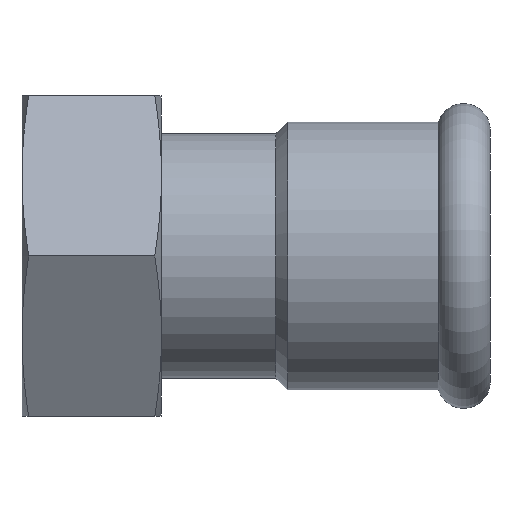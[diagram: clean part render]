
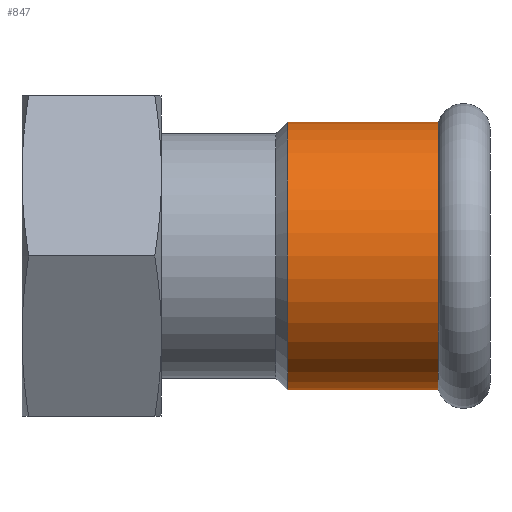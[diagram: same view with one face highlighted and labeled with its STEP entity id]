
A CAD part, left-side view. The second image highlights one B-rep face of the part: STEP entity #847.
In plain terms, the highlighted cylindrical face has radius 19.2 mm (diameter 38.4 mm), a full revolution.
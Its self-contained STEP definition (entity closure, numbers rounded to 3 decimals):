
#91=LINE('',#1457,#115);
#115=VECTOR('',#1176,19.2);
#135=CYLINDRICAL_SURFACE('',#966,19.2);
#155=FACE_OUTER_BOUND('',#209,.T.);
#209=EDGE_LOOP('',(#646,#647,#648,#649,#650,#651));
#254=CIRCLE('',#908,19.2);
#255=CIRCLE('',#909,19.2);
#297=CIRCLE('',#963,19.2);
#298=CIRCLE('',#964,19.2);
#339=VERTEX_POINT('',#1349);
#340=VERTEX_POINT('',#1350);
#377=VERTEX_POINT('',#1449);
#378=VERTEX_POINT('',#1451);
#426=EDGE_CURVE('',#339,#340,#254,.T.);
#427=EDGE_CURVE('',#340,#339,#255,.T.);
#477=EDGE_CURVE('',#377,#378,#297,.T.);
#478=EDGE_CURVE('',#378,#377,#298,.T.);
#480=EDGE_CURVE('',#377,#340,#91,.T.);
#646=ORIENTED_EDGE('',*,*,#478,.F.);
#647=ORIENTED_EDGE('',*,*,#477,.F.);
#648=ORIENTED_EDGE('',*,*,#480,.T.);
#649=ORIENTED_EDGE('',*,*,#427,.T.);
#650=ORIENTED_EDGE('',*,*,#426,.T.);
#651=ORIENTED_EDGE('',*,*,#480,.F.);
#847=ADVANCED_FACE('',(#155),#135,.T.);
#908=AXIS2_PLACEMENT_3D('',#1351,#1049,#1050);
#909=AXIS2_PLACEMENT_3D('',#1352,#1051,#1052);
#963=AXIS2_PLACEMENT_3D('',#1452,#1167,#1168);
#964=AXIS2_PLACEMENT_3D('',#1453,#1169,#1170);
#966=AXIS2_PLACEMENT_3D('',#1456,#1174,#1175);
#1049=DIRECTION('center_axis',(0.,1.,0.));
#1050=DIRECTION('ref_axis',(0.,0.,1.));
#1051=DIRECTION('center_axis',(0.,1.,0.));
#1052=DIRECTION('ref_axis',(0.,0.,1.));
#1167=DIRECTION('center_axis',(0.,1.,0.));
#1168=DIRECTION('ref_axis',(0.,0.,1.));
#1169=DIRECTION('center_axis',(0.,1.,0.));
#1170=DIRECTION('ref_axis',(0.,0.,1.));
#1174=DIRECTION('center_axis',(0.,1.,0.));
#1175=DIRECTION('ref_axis',(0.,0.,1.));
#1176=DIRECTION('',(0.,-1.,0.));
#1349=CARTESIAN_POINT('',(0.,7.413,19.2));
#1350=CARTESIAN_POINT('',(0.,7.413,-19.2));
#1351=CARTESIAN_POINT('Origin',(0.,7.413,0.));
#1352=CARTESIAN_POINT('Origin',(0.,7.413,0.));
#1449=CARTESIAN_POINT('',(0.,29.,-19.2));
#1451=CARTESIAN_POINT('',(0.,29.,19.2));
#1452=CARTESIAN_POINT('Origin',(0.,29.,0.));
#1453=CARTESIAN_POINT('Origin',(0.,29.,0.));
#1456=CARTESIAN_POINT('Origin',(0.,17.206,0.));
#1457=CARTESIAN_POINT('',(0.,17.206,-19.2));
